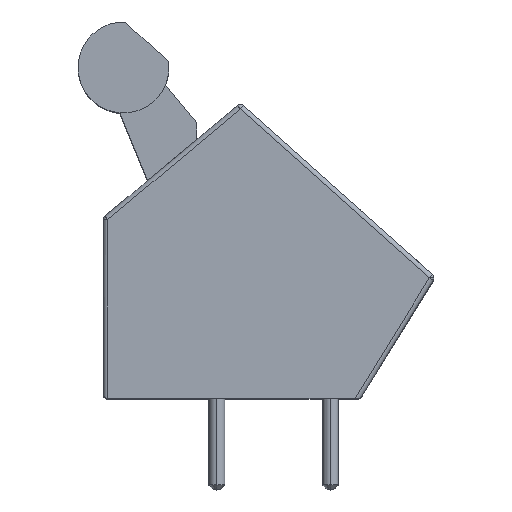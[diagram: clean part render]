
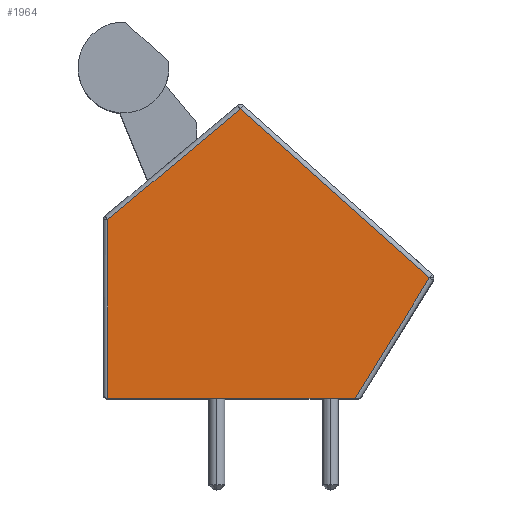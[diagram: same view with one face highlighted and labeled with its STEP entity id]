
A CAD part, top view. The second image highlights one B-rep face of the part: STEP entity #1964.
In plain terms, the highlighted planar face has unit normal (0, 0, 1).
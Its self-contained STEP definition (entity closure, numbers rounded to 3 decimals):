
#57 = LINE ( 'NONE', #781, #490 ) ;
#97 = VECTOR ( 'NONE', #2156, 1000. ) ;
#113 = ORIENTED_EDGE ( 'NONE', *, *, #259, .T. ) ;
#134 = EDGE_LOOP ( 'NONE', ( #538, #113, #528, #2312, #1217 ) ) ;
#192 = VECTOR ( 'NONE', #1902, 1000. ) ;
#259 = EDGE_CURVE ( 'NONE', #995, #1533, #57, .T. ) ;
#319 = CARTESIAN_POINT ( 'NONE',  ( 11.077, 0., 5. ) ) ;
#376 = AXIS2_PLACEMENT_3D ( 'NONE', #379, #1094, #1834 ) ;
#379 = CARTESIAN_POINT ( 'NONE',  ( 0., 0., 5. ) ) ;
#424 = DIRECTION ( 'NONE',  ( -0.746, 0.666, 0. ) ) ;
#445 = LINE ( 'NONE', #1158, #192 ) ;
#484 = CARTESIAN_POINT ( 'NONE',  ( 0.2, 7.865, 5. ) ) ;
#490 = VECTOR ( 'NONE', #1515, 1000. ) ;
#528 = ORIENTED_EDGE ( 'NONE', *, *, #1099, .T. ) ;
#532 = CARTESIAN_POINT ( 'NONE',  ( 14.349, 5.301, 5. ) ) ;
#538 = ORIENTED_EDGE ( 'NONE', *, *, #1012, .T. ) ;
#673 = CARTESIAN_POINT ( 'NONE',  ( -3.788, 4.533, 5. ) ) ;
#677 = EDGE_CURVE ( 'NONE', #888, #969, #2330, .T. ) ;
#681 = LINE ( 'NONE', #1410, #97 ) ;
#781 = CARTESIAN_POINT ( 'NONE',  ( 8.021, -4.951, 5. ) ) ;
#888 = VERTEX_POINT ( 'NONE', #1540 ) ;
#969 = VERTEX_POINT ( 'NONE', #484 ) ;
#995 = VERTEX_POINT ( 'NONE', #319 ) ;
#1012 = EDGE_CURVE ( 'NONE', #1563, #995, #681, .T. ) ;
#1094 = DIRECTION ( 'NONE',  ( 0., 0., -1. ) ) ;
#1099 = EDGE_CURVE ( 'NONE', #1533, #888, #1325, .T. ) ;
#1158 = CARTESIAN_POINT ( 'NONE',  ( 0.2, 0., 5. ) ) ;
#1166 = EDGE_CURVE ( 'NONE', #969, #1563, #445, .T. ) ;
#1217 = ORIENTED_EDGE ( 'NONE', *, *, #1166, .T. ) ;
#1277 = FACE_OUTER_BOUND ( 'NONE', #134, .T. ) ;
#1325 = LINE ( 'NONE', #2062, #1638 ) ;
#1405 = DIRECTION ( 'NONE',  ( -0.767, -0.641, 0. ) ) ;
#1410 = CARTESIAN_POINT ( 'NONE',  ( 11.312, 0., 5. ) ) ;
#1446 = CARTESIAN_POINT ( 'NONE',  ( 0.2, 0., 5. ) ) ;
#1515 = DIRECTION ( 'NONE',  ( 0.525, 0.851, 0. ) ) ;
#1533 = VERTEX_POINT ( 'NONE', #532 ) ;
#1540 = CARTESIAN_POINT ( 'NONE',  ( 6.029, 12.736, 5. ) ) ;
#1563 = VERTEX_POINT ( 'NONE', #1446 ) ;
#1638 = VECTOR ( 'NONE', #424, 1000. ) ;
#1834 = DIRECTION ( 'NONE',  ( -1., 0., 0. ) ) ;
#1902 = DIRECTION ( 'NONE',  ( 0., -1., 0. ) ) ;
#1964 = ADVANCED_FACE ( 'NONE', ( #1277 ), #2014, .F. ) ;
#2014 = PLANE ( 'NONE',  #376 ) ;
#2052 = VECTOR ( 'NONE', #1405, 1000. ) ;
#2062 = CARTESIAN_POINT ( 'NONE',  ( 9.004, 10.077, 5. ) ) ;
#2156 = DIRECTION ( 'NONE',  ( 1., 0., 0. ) ) ;
#2312 = ORIENTED_EDGE ( 'NONE', *, *, #677, .T. ) ;
#2330 = LINE ( 'NONE', #673, #2052 ) ;
